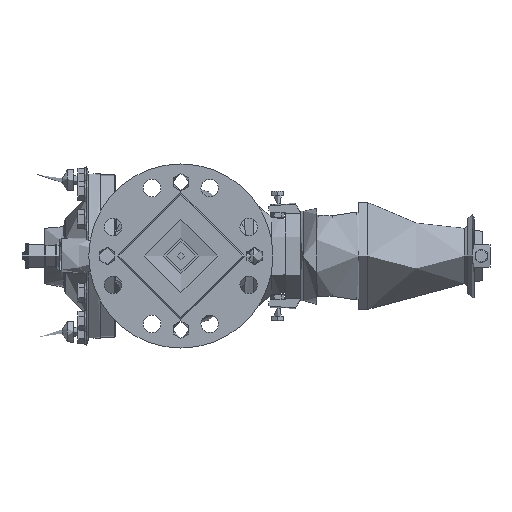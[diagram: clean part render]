
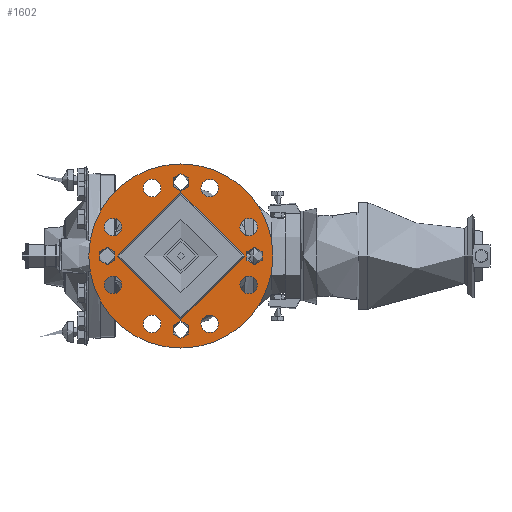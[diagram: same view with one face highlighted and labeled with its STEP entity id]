
A CAD part, left-side view. The second image highlights one B-rep face of the part: STEP entity #1602.
In plain terms, the highlighted planar face has unit normal (-1, 0, 0).
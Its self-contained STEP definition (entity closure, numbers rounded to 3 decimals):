
#1602 = ADVANCED_FACE( '', ( #3508, #3509, #3510, #3511, #3512, #3513, #3514, #3515, #3516, #3517, #3518, #3519, #3520, #3521 ), #3522, .F. );
#3508 = FACE_BOUND( '', #5544, .T. );
#3509 = FACE_BOUND( '', #5545, .T. );
#3510 = FACE_BOUND( '', #5546, .T. );
#3511 = FACE_BOUND( '', #5547, .T. );
#3512 = FACE_BOUND( '', #5548, .T. );
#3513 = FACE_BOUND( '', #5549, .T. );
#3514 = FACE_BOUND( '', #5550, .T. );
#3515 = FACE_BOUND( '', #5551, .T. );
#3516 = FACE_OUTER_BOUND( '', #5552, .T. );
#3517 = FACE_BOUND( '', #5553, .T. );
#3518 = FACE_BOUND( '', #5554, .T. );
#3519 = FACE_BOUND( '', #5555, .T. );
#3520 = FACE_BOUND( '', #5556, .T. );
#3521 = FACE_BOUND( '', #5557, .T. );
#3522 = PLANE( '', #5558 );
#5544 = EDGE_LOOP( '', ( #9922 ) );
#5545 = EDGE_LOOP( '', ( #9923 ) );
#5546 = EDGE_LOOP( '', ( #9924 ) );
#5547 = EDGE_LOOP( '', ( #9925 ) );
#5548 = EDGE_LOOP( '', ( #9926 ) );
#5549 = EDGE_LOOP( '', ( #9927 ) );
#5550 = EDGE_LOOP( '', ( #9928 ) );
#5551 = EDGE_LOOP( '', ( #9929 ) );
#5552 = EDGE_LOOP( '', ( #9930 ) );
#5553 = EDGE_LOOP( '', ( #9931 ) );
#5554 = EDGE_LOOP( '', ( #9932 ) );
#5555 = EDGE_LOOP( '', ( #9933 ) );
#5556 = EDGE_LOOP( '', ( #9934 ) );
#5557 = EDGE_LOOP( '', ( #9935 ) );
#5558 = AXIS2_PLACEMENT_3D( '', #9936, #9937, #9938 );
#9922 = ORIENTED_EDGE( '', *, *, #11299, .F. );
#9923 = ORIENTED_EDGE( '', *, *, #10654, .F. );
#9924 = ORIENTED_EDGE( '', *, *, #11572, .F. );
#9925 = ORIENTED_EDGE( '', *, *, #11685, .F. );
#9926 = ORIENTED_EDGE( '', *, *, #11899, .F. );
#9927 = ORIENTED_EDGE( '', *, *, #12031, .F. );
#9928 = ORIENTED_EDGE( '', *, *, #10374, .F. );
#9929 = ORIENTED_EDGE( '', *, *, #12060, .F. );
#9930 = ORIENTED_EDGE( '', *, *, #11392, .T. );
#9931 = ORIENTED_EDGE( '', *, *, #11840, .F. );
#9932 = ORIENTED_EDGE( '', *, *, #11554, .F. );
#9933 = ORIENTED_EDGE( '', *, *, #11830, .F. );
#9934 = ORIENTED_EDGE( '', *, *, #11147, .F. );
#9935 = ORIENTED_EDGE( '', *, *, #11678, .F. );
#9936 = CARTESIAN_POINT( '', ( -189., -100., 0. ) );
#9937 = DIRECTION( '', ( 1., 0., 0. ) );
#9938 = DIRECTION( '', ( 0., 0., -1. ) );
#10374 = EDGE_CURVE( '', #12146, #12146, #12147, .F. );
#10654 = EDGE_CURVE( '', #12648, #12648, #12649, .F. );
#11147 = EDGE_CURVE( '', #13462, #13462, #13463, .F. );
#11299 = EDGE_CURVE( '', #13693, #13693, #13694, .T. );
#11392 = EDGE_CURVE( '', #13828, #13828, #13829, .T. );
#11554 = EDGE_CURVE( '', #14049, #14049, #14050, .F. );
#11572 = EDGE_CURVE( '', #14074, #14074, #14075, .F. );
#11678 = EDGE_CURVE( '', #14219, #14219, #14220, .F. );
#11685 = EDGE_CURVE( '', #14229, #14229, #14230, .F. );
#11830 = EDGE_CURVE( '', #14417, #14417, #14418, .F. );
#11840 = EDGE_CURVE( '', #14431, #14431, #14432, .F. );
#11899 = EDGE_CURVE( '', #14502, #14502, #14503, .F. );
#12031 = EDGE_CURVE( '', #14652, #14652, #14653, .F. );
#12060 = EDGE_CURVE( '', #14685, #14685, #14686, .F. );
#12146 = VERTEX_POINT( '', #14788 );
#12147 = CIRCLE( '', #14789, 9.5 );
#12648 = VERTEX_POINT( '', #16011 );
#12649 = CIRCLE( '', #16012, 9.5 );
#13462 = VERTEX_POINT( '', #17753 );
#13463 = CIRCLE( '', #17754, 9.5 );
#13693 = VERTEX_POINT( '', #18407 );
#13694 = CIRCLE( '', #18408, 68.964 );
#13828 = VERTEX_POINT( '', #18831 );
#13829 = CIRCLE( '', #18832, 100. );
#14049 = VERTEX_POINT( '', #19434 );
#14050 = CIRCLE( '', #19435, 9.5 );
#14074 = VERTEX_POINT( '', #19532 );
#14075 = CIRCLE( '', #19533, 9.5 );
#14219 = VERTEX_POINT( '', #19859 );
#14220 = CIRCLE( '', #19860, 9.5 );
#14229 = VERTEX_POINT( '', #19870 );
#14230 = CIRCLE( '', #19871, 9.5 );
#14417 = VERTEX_POINT( '', #20413 );
#14418 = CIRCLE( '', #20414, 9.5 );
#14431 = VERTEX_POINT( '', #20442 );
#14432 = CIRCLE( '', #20443, 9.5 );
#14502 = VERTEX_POINT( '', #20538 );
#14503 = CIRCLE( '', #20539, 9.5 );
#14652 = VERTEX_POINT( '', #20758 );
#14653 = CIRCLE( '', #20759, 9.5 );
#14685 = VERTEX_POINT( '', #20803 );
#14686 = CIRCLE( '', #20804, 9.5 );
#14788 = CARTESIAN_POINT( '', ( -189., 73.64, -40.758 ) );
#14789 = AXIS2_PLACEMENT_3D( '', #20894, #20895, #20896 );
#16011 = CARTESIAN_POINT( '', ( -189., -80., -9.5 ) );
#16012 = AXIS2_PLACEMENT_3D( '', #21260, #21261, #21262 );
#17753 = CARTESIAN_POINT( '', ( -189., 80., -9.5 ) );
#17754 = AXIS2_PLACEMENT_3D( '', #21849, #21850, #21851 );
#18407 = CARTESIAN_POINT( '', ( -189., 0., 68.964 ) );
#18408 = AXIS2_PLACEMENT_3D( '', #22017, #22018, #22019 );
#18831 = CARTESIAN_POINT( '', ( -189., 0., 100. ) );
#18832 = AXIS2_PLACEMENT_3D( '', #22116, #22117, #22118 );
#19434 = CARTESIAN_POINT( '', ( -189., 73.64, 21.758 ) );
#19435 = AXIS2_PLACEMENT_3D( '', #22274, #22275, #22276 );
#19532 = CARTESIAN_POINT( '', ( -189., -73.64, 21.758 ) );
#19533 = AXIS2_PLACEMENT_3D( '', #22294, #22295, #22296 );
#19859 = CARTESIAN_POINT( '', ( -189., 0., -89.5 ) );
#19860 = AXIS2_PLACEMENT_3D( '', #22384, #22385, #22386 );
#19870 = CARTESIAN_POINT( '', ( -189., -31.258, 64.14 ) );
#19871 = AXIS2_PLACEMENT_3D( '', #22394, #22395, #22396 );
#20413 = CARTESIAN_POINT( '', ( -189., 31.258, 64.14 ) );
#20414 = AXIS2_PLACEMENT_3D( '', #22522, #22523, #22524 );
#20442 = CARTESIAN_POINT( '', ( -189., 0., 70.5 ) );
#20443 = AXIS2_PLACEMENT_3D( '', #22537, #22538, #22539 );
#20538 = CARTESIAN_POINT( '', ( -189., -31.258, -83.14 ) );
#20539 = AXIS2_PLACEMENT_3D( '', #22595, #22596, #22597 );
#20758 = CARTESIAN_POINT( '', ( -189., -73.64, -40.758 ) );
#20759 = AXIS2_PLACEMENT_3D( '', #22684, #22685, #22686 );
#20803 = CARTESIAN_POINT( '', ( -189., 31.258, -83.14 ) );
#20804 = AXIS2_PLACEMENT_3D( '', #22704, #22705, #22706 );
#20894 = CARTESIAN_POINT( '', ( -189., 73.64, -31.258 ) );
#20895 = DIRECTION( '', ( 1., 0., 0. ) );
#20896 = DIRECTION( '', ( 0., 0., -1. ) );
#21260 = CARTESIAN_POINT( '', ( -189., -80., 0. ) );
#21261 = DIRECTION( '', ( 1., 0., 0. ) );
#21262 = DIRECTION( '', ( 0., 0., -1. ) );
#21849 = CARTESIAN_POINT( '', ( -189., 80., 0. ) );
#21850 = DIRECTION( '', ( 1., 0., 0. ) );
#21851 = DIRECTION( '', ( 0., 0., -1. ) );
#22017 = CARTESIAN_POINT( '', ( -189., 0., 0. ) );
#22018 = DIRECTION( '', ( -1., 0., 0. ) );
#22019 = DIRECTION( '', ( 0., 0., 1. ) );
#22116 = CARTESIAN_POINT( '', ( -189., 0., 0. ) );
#22117 = DIRECTION( '', ( -1., 0., 0. ) );
#22118 = DIRECTION( '', ( 0., 0., 1. ) );
#22274 = CARTESIAN_POINT( '', ( -189., 73.64, 31.258 ) );
#22275 = DIRECTION( '', ( 1., 0., 0. ) );
#22276 = DIRECTION( '', ( 0., 0., -1. ) );
#22294 = CARTESIAN_POINT( '', ( -189., -73.64, 31.258 ) );
#22295 = DIRECTION( '', ( 1., 0., 0. ) );
#22296 = DIRECTION( '', ( 0., 0., -1. ) );
#22384 = CARTESIAN_POINT( '', ( -189., 0., -80. ) );
#22385 = DIRECTION( '', ( 1., 0., 0. ) );
#22386 = DIRECTION( '', ( 0., 0., -1. ) );
#22394 = CARTESIAN_POINT( '', ( -189., -31.258, 73.64 ) );
#22395 = DIRECTION( '', ( 1., 0., 0. ) );
#22396 = DIRECTION( '', ( 0., 0., -1. ) );
#22522 = CARTESIAN_POINT( '', ( -189., 31.258, 73.64 ) );
#22523 = DIRECTION( '', ( 1., 0., 0. ) );
#22524 = DIRECTION( '', ( 0., 0., -1. ) );
#22537 = CARTESIAN_POINT( '', ( -189., 0., 80. ) );
#22538 = DIRECTION( '', ( 1., 0., 0. ) );
#22539 = DIRECTION( '', ( 0., 0., -1. ) );
#22595 = CARTESIAN_POINT( '', ( -189., -31.258, -73.64 ) );
#22596 = DIRECTION( '', ( 1., 0., 0. ) );
#22597 = DIRECTION( '', ( 0., 0., -1. ) );
#22684 = CARTESIAN_POINT( '', ( -189., -73.64, -31.258 ) );
#22685 = DIRECTION( '', ( 1., 0., 0. ) );
#22686 = DIRECTION( '', ( 0., 0., -1. ) );
#22704 = CARTESIAN_POINT( '', ( -189., 31.258, -73.64 ) );
#22705 = DIRECTION( '', ( 1., 0., 0. ) );
#22706 = DIRECTION( '', ( 0., 0., -1. ) );
